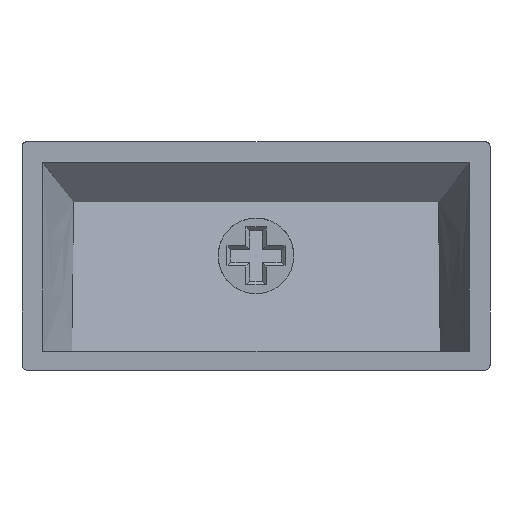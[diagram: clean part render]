
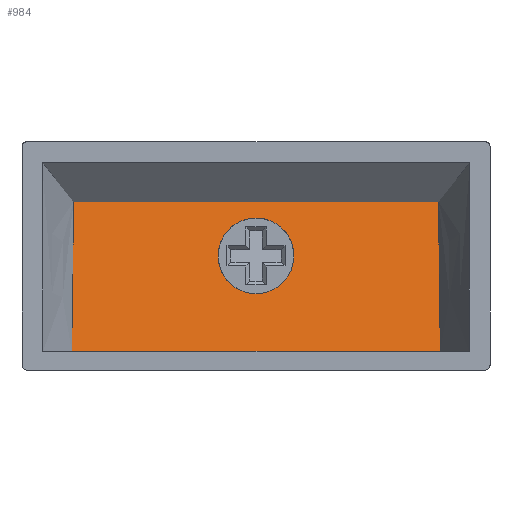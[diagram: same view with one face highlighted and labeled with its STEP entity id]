
A CAD part, front view. The second image highlights one B-rep face of the part: STEP entity #984.
In plain terms, the highlighted planar face has unit normal (0, -0.981, 0.193).
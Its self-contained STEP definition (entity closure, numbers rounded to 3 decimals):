
#11 = CARTESIAN_POINT ( 'NONE',  ( 24.55, 5.664, -12.04 ) ) ;
#52 = CARTESIAN_POINT ( 'NONE',  ( 4.083, 7.096, -4.762 ) ) ;
#55 = CARTESIAN_POINT ( 'NONE',  ( 4.083, 7.096, -4.762 ) ) ;
#109 = VECTOR ( 'NONE', #2400, 1000. ) ;
#129 = B_SPLINE_CURVE_WITH_KNOTS ( 'NONE', 3,
 ( #519, #2556, #1097, #52 ),
 .UNSPECIFIED., .F., .F.,
 ( 4, 4 ),
 ( 0., 0.012 ),
 .UNSPECIFIED. ) ;
#135 = ORIENTED_EDGE ( 'NONE', *, *, #2245, .F. ) ;
#251 = DIRECTION ( 'NONE',  ( 0., 0.193, 0.981 ) ) ;
#298 = ORIENTED_EDGE ( 'NONE', *, *, #2208, .F. ) ;
#314 = CARTESIAN_POINT ( 'NONE',  ( 12.55, 6.845, -6.04 ) ) ;
#377 =( BOUNDED_CURVE ( )  B_SPLINE_CURVE ( 3, ( #1876, #11, #456, #1894 ),
 .UNSPECIFIED., .F., .F. ) 
 B_SPLINE_CURVE_WITH_KNOTS ( ( 4, 4 ),
 ( 0., 3.142 ),
 .UNSPECIFIED. ) 
 CURVE ( )  GEOMETRIC_REPRESENTATION_ITEM ( )  RATIONAL_B_SPLINE_CURVE ( ( 1., 0.333, 0.333, 1. ) ) 
 REPRESENTATION_ITEM ( '' )  );
#437 = CARTESIAN_POINT ( 'NONE',  ( 0., 7.096, -4.762 ) ) ;
#456 = CARTESIAN_POINT ( 'NONE',  ( 24.55, 6.845, -6.04 ) ) ;
#467 = VERTEX_POINT ( 'NONE', #1360 ) ;
#484 = CARTESIAN_POINT ( 'NONE',  ( 18.55, 6.845, -6.04 ) ) ;
#519 = CARTESIAN_POINT ( 'NONE',  ( 3.942, 4.766, -16.6 ) ) ;
#536 = VERTEX_POINT ( 'NONE', #1601 ) ;
#551 = CARTESIAN_POINT ( 'NONE',  ( 33.158, 4.766, -16.6 ) ) ;
#610 = AXIS2_PLACEMENT_3D ( 'NONE', #667, #809, #251 ) ;
#667 = CARTESIAN_POINT ( 'NONE',  ( 0., 7.734, -1.522 ) ) ;
#681 = EDGE_CURVE ( 'NONE', #536, #849, #377, .T. ) ;
#784 = CARTESIAN_POINT ( 'NONE',  ( 33.053, 6.32, -8.708 ) ) ;
#809 = DIRECTION ( 'NONE',  ( 0., 0.981, -0.193 ) ) ;
#849 = VERTEX_POINT ( 'NONE', #1346 ) ;
#865 = EDGE_CURVE ( 'NONE', #467, #2137, #2283, .T. ) ;
#936 = B_SPLINE_CURVE_WITH_KNOTS ( 'NONE', 3,
 ( #1790, #784, #982, #2436 ),
 .UNSPECIFIED., .F., .F.,
 ( 4, 4 ),
 ( 0., 0.012 ),
 .UNSPECIFIED. ) ;
#982 = CARTESIAN_POINT ( 'NONE',  ( 33.097, 5.543, -12.654 ) ) ;
#984 = ADVANCED_FACE ( 'NONE', ( #2566, #2052 ), #2677, .F. ) ;
#1000 = EDGE_LOOP ( 'NONE', ( #135, #1060, #2276, #1550 ) ) ;
#1028 = EDGE_LOOP ( 'NONE', ( #1380, #298 ) ) ;
#1060 = ORIENTED_EDGE ( 'NONE', *, *, #2394, .F. ) ;
#1097 = CARTESIAN_POINT ( 'NONE',  ( 4.047, 6.32, -8.708 ) ) ;
#1152 = CARTESIAN_POINT ( 'NONE',  ( 18.55, 5.664, -12.04 ) ) ;
#1156 = CARTESIAN_POINT ( 'NONE',  ( 33.017, 7.096, -4.762 ) ) ;
#1346 = CARTESIAN_POINT ( 'NONE',  ( 18.55, 6.845, -6.04 ) ) ;
#1360 = CARTESIAN_POINT ( 'NONE',  ( 3.942, 4.766, -16.6 ) ) ;
#1380 = ORIENTED_EDGE ( 'NONE', *, *, #681, .F. ) ;
#1449 =( BOUNDED_CURVE ( )  B_SPLINE_CURVE ( 3, ( #484, #314, #2634, #1152 ),
 .UNSPECIFIED., .F., .F. ) 
 B_SPLINE_CURVE_WITH_KNOTS ( ( 4, 4 ),
 ( 3.142, 6.283 ),
 .UNSPECIFIED. ) 
 CURVE ( )  GEOMETRIC_REPRESENTATION_ITEM ( )  RATIONAL_B_SPLINE_CURVE ( ( 1., 0.333, 0.333, 1. ) ) 
 REPRESENTATION_ITEM ( '' )  );
#1488 = DIRECTION ( 'NONE',  ( 1., 0., 0. ) ) ;
#1550 = ORIENTED_EDGE ( 'NONE', *, *, #865, .T. ) ;
#1601 = CARTESIAN_POINT ( 'NONE',  ( 18.55, 5.664, -12.04 ) ) ;
#1742 = VERTEX_POINT ( 'NONE', #1156 ) ;
#1772 = CARTESIAN_POINT ( 'NONE',  ( 0., 4.766, -16.6 ) ) ;
#1790 = CARTESIAN_POINT ( 'NONE',  ( 33.017, 7.096, -4.762 ) ) ;
#1876 = CARTESIAN_POINT ( 'NONE',  ( 18.55, 5.664, -12.04 ) ) ;
#1894 = CARTESIAN_POINT ( 'NONE',  ( 18.55, 6.845, -6.04 ) ) ;
#2021 = VERTEX_POINT ( 'NONE', #55 ) ;
#2052 = FACE_OUTER_BOUND ( 'NONE', #1000, .T. ) ;
#2137 = VERTEX_POINT ( 'NONE', #551 ) ;
#2146 = LINE ( 'NONE', #437, #2281 ) ;
#2208 = EDGE_CURVE ( 'NONE', #849, #536, #1449, .T. ) ;
#2245 = EDGE_CURVE ( 'NONE', #1742, #2137, #936, .T. ) ;
#2276 = ORIENTED_EDGE ( 'NONE', *, *, #2567, .F. ) ;
#2281 = VECTOR ( 'NONE', #1488, 1000. ) ;
#2283 = LINE ( 'NONE', #1772, #109 ) ;
#2394 = EDGE_CURVE ( 'NONE', #2021, #1742, #2146, .T. ) ;
#2400 = DIRECTION ( 'NONE',  ( 1., 0., 0. ) ) ;
#2436 = CARTESIAN_POINT ( 'NONE',  ( 33.158, 4.766, -16.6 ) ) ;
#2556 = CARTESIAN_POINT ( 'NONE',  ( 4.003, 5.543, -12.654 ) ) ;
#2566 = FACE_BOUND ( 'NONE', #1028, .T. ) ;
#2567 = EDGE_CURVE ( 'NONE', #467, #2021, #129, .T. ) ;
#2634 = CARTESIAN_POINT ( 'NONE',  ( 12.55, 5.664, -12.04 ) ) ;
#2677 = PLANE ( 'NONE',  #610 ) ;
